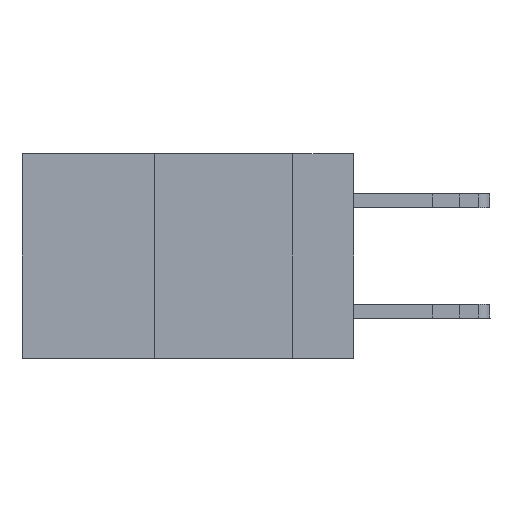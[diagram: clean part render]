
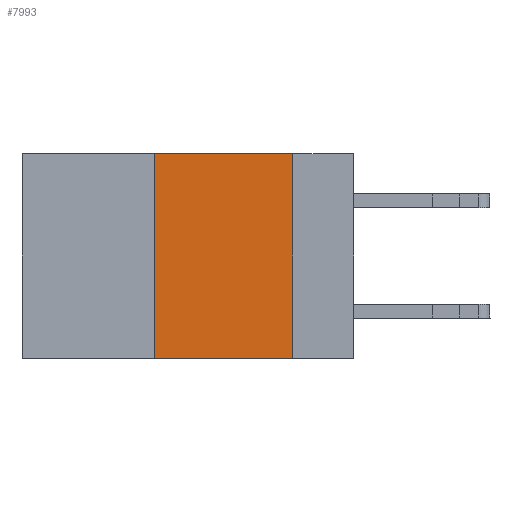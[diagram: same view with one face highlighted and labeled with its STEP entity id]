
A CAD part, left-side view. The second image highlights one B-rep face of the part: STEP entity #7993.
In plain terms, the highlighted planar face has unit normal (-1, 0, 0).
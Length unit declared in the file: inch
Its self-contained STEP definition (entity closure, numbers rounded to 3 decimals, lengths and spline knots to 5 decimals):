
#574 = VERTEX_POINT ( 'NONE', #1733 ) ;
#1733 = CARTESIAN_POINT ( 'NONE',  ( 0., 0.11, 0. ) ) ;
#2808 = ORIENTED_EDGE ( 'NONE', *, *, #4258, .T. ) ;
#4130 = PLANE ( 'NONE',  #20178 ) ;
#4258 = EDGE_CURVE ( 'NONE', #12382, #8073, #18497, .T. ) ;
#4819 = VECTOR ( 'NONE', #19046, 39.37008 ) ;
#5043 = CARTESIAN_POINT ( 'NONE',  ( 0., 0.11, 0. ) ) ;
#5564 = DIRECTION ( 'NONE',  ( 0., -1., 0. ) ) ;
#5597 = EDGE_LOOP ( 'NONE', ( #16356, #23062, #7275, #2808 ) ) ;
#5717 = CARTESIAN_POINT ( 'NONE',  ( 0., 0.36, 0. ) ) ;
#6772 = CARTESIAN_POINT ( 'NONE',  ( 0., 0.36, 0. ) ) ;
#7234 = VECTOR ( 'NONE', #19382, 39.37008 ) ;
#7275 = ORIENTED_EDGE ( 'NONE', *, *, #13994, .F. ) ;
#7993 = ADVANCED_FACE ( 'NONE', ( #8736 ), #4130, .F. ) ;
#8073 = VERTEX_POINT ( 'NONE', #18499 ) ;
#8736 = FACE_OUTER_BOUND ( 'NONE', #5597, .T. ) ;
#9158 = CARTESIAN_POINT ( 'NONE',  ( 0., 0.6, 0. ) ) ;
#10062 = EDGE_CURVE ( 'NONE', #574, #8073, #10098, .T. ) ;
#10098 = LINE ( 'NONE', #5043, #7234 ) ;
#12294 = EDGE_CURVE ( 'NONE', #15122, #574, #21762, .T. ) ;
#12382 = VERTEX_POINT ( 'NONE', #19993 ) ;
#13276 = DIRECTION ( 'NONE',  ( 0., -1., 0. ) ) ;
#13994 = EDGE_CURVE ( 'NONE', #12382, #15122, #20120, .T. ) ;
#15122 = VERTEX_POINT ( 'NONE', #5717 ) ;
#16233 = DIRECTION ( 'NONE',  ( 1., 0., 0. ) ) ;
#16337 = VECTOR ( 'NONE', #5564, 39.37008 ) ;
#16356 = ORIENTED_EDGE ( 'NONE', *, *, #10062, .F. ) ;
#16553 = VECTOR ( 'NONE', #13276, 39.37008 ) ;
#18385 = DIRECTION ( 'NONE',  ( 0., 0., -1. ) ) ;
#18497 = LINE ( 'NONE', #19256, #16553 ) ;
#18499 = CARTESIAN_POINT ( 'NONE',  ( 0., 0.11, -0.37 ) ) ;
#19046 = DIRECTION ( 'NONE',  ( 0., 0., 1. ) ) ;
#19256 = CARTESIAN_POINT ( 'NONE',  ( 0., 0.6, -0.37 ) ) ;
#19382 = DIRECTION ( 'NONE',  ( 0., 0., -1. ) ) ;
#19993 = CARTESIAN_POINT ( 'NONE',  ( 0., 0.36, -0.37 ) ) ;
#20120 = LINE ( 'NONE', #6772, #4819 ) ;
#20178 = AXIS2_PLACEMENT_3D ( 'NONE', #22301, #16233, #18385 ) ;
#21762 = LINE ( 'NONE', #9158, #16337 ) ;
#22301 = CARTESIAN_POINT ( 'NONE',  ( 0., 0.6, 0. ) ) ;
#23062 = ORIENTED_EDGE ( 'NONE', *, *, #12294, .F. ) ;
